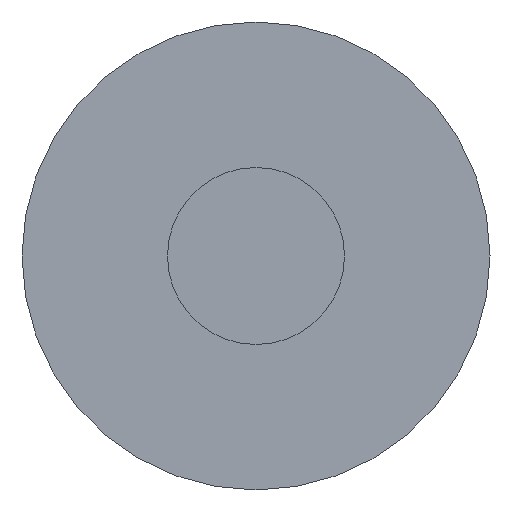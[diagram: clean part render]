
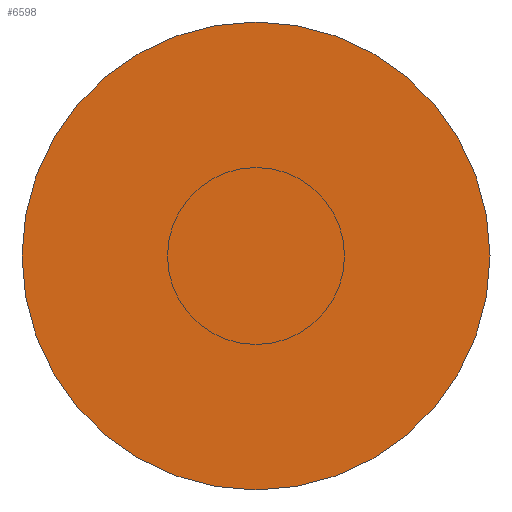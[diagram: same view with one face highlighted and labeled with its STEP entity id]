
A CAD part, left-side view. The second image highlights one B-rep face of the part: STEP entity #6598.
In plain terms, the highlighted planar face has unit normal (-1, 0, 0).
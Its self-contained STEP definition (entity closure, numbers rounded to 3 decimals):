
#3511=ORIENTED_EDGE('',*,*,#4478,.F.);
#4478=EDGE_CURVE('',#5102,#5102,#5227,.T.);
#5102=VERTEX_POINT('',#16296);
#5227=CIRCLE('',#9595,27.5);
#5624=EDGE_LOOP('',(#3511));
#6027=FACE_BOUND('',#5624,.T.);
#6241=PLANE('',#9594);
#6598=ADVANCED_FACE('',(#6027),#6241,.F.);
#9594=AXIS2_PLACEMENT_3D('',#16294,#11111,#11112);
#9595=AXIS2_PLACEMENT_3D('',#16295,#11113,#11114);
#11111=DIRECTION('',(1.,0.,0.));
#11112=DIRECTION('',(0.,0.,1.));
#11113=DIRECTION('',(1.,0.,0.));
#11114=DIRECTION('',(0.,1.,0.));
#16294=CARTESIAN_POINT('',(-27.362,0.,0.));
#16295=CARTESIAN_POINT('',(-27.362,0.,0.));
#16296=CARTESIAN_POINT('',(-27.362,27.5,0.));
